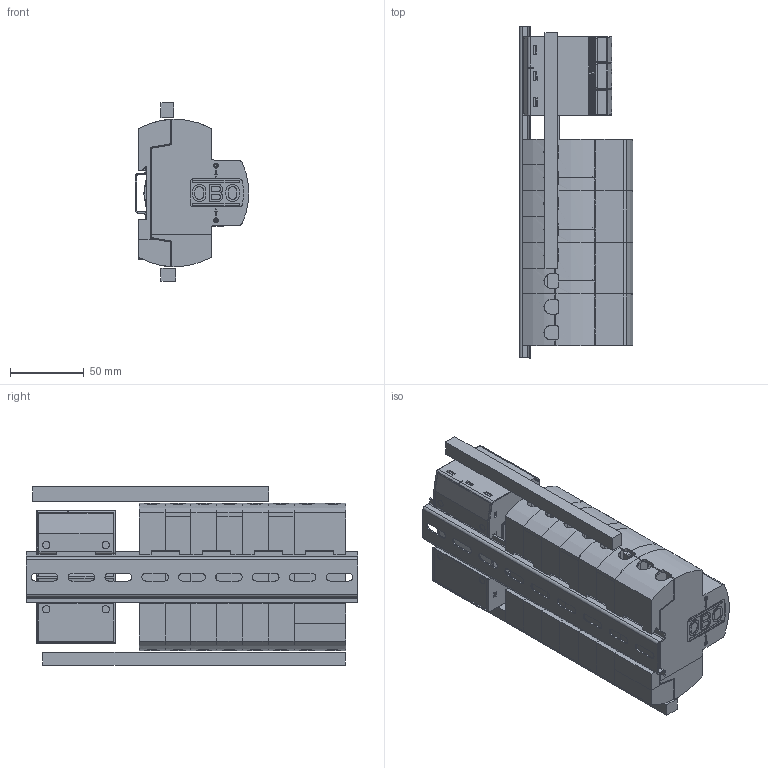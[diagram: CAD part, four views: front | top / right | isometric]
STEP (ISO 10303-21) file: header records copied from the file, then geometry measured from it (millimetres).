
FILE_DESCRIPTION((''),'2;1');
FILE_NAME('5089761_ASM','2012-12-10T',('AndreasKeweloh'),(''),'PRO/ENGINEER BY PARAMETRIC TECHNOLOGY CORPORATION, 2012230','PRO/ENGINEER BY PARAMETRIC TECHNOLOGY CORPORATION, 2012230','');
FILE_SCHEMA(('CONFIG_CONTROL_DESIGN'));
Products named in the file (32): 1115669_L225; GEHUNTLI-2614100_A; GEHUNTLI_1-2542250_A; GEH_UNT-2614430_ASM_A_ASM; GEHOB1-2423460_A; GEHOB1_1-1984230_A; NPE-GEH_ASM_A_ASM; OBERT_VORN_A; OBERTEIL_ASM_A_ASM; GEHUNTLI-5079550_A; GEHUNTLI_1-5024900_A; GEHUNTLI_2-5000670_A; GEHUNTRE-4979720_A; GEHUNT_ASM_A_ASM; GEHDECK_1_A; GEHDECK_1_1_A; GEHDECK_2_A; UNTERTEIL_ASM_A_ASM; B-ABLEITER_ASM_A_ASM; DOCUMENT_A_ASM; ASM0001_ASM; BLOCK_ASM; V20_OT_MOD; GEHAEUSEDECKEL_NEU-3387740_3; GEHAEUSE_NEU-3232010_5; GEHAEUSE-3388070_ASM_3_ASM; OBERTEIL-V20NEU_1_1_ASM_2_ASM; V20_UT_SOCKEL; 5093627_ASM_10_ASM; ANSCHLUSSSET_1; ANSCHLUSSSET_2; 5089761_ASM
Assembly tree (35 placements, depth 8):
  5089761_ASM
    1115669_L225
    BLOCK_ASM
      ASM0001_ASM
        DOCUMENT_A_ASM
          NPE-GEH_ASM_A_ASM
            GEH_UNT-2614430_ASM_A_ASM
              GEHUNTLI-2614100_A
              GEHUNTLI_1-2542250_A
            GEHOB1-2423460_A
            GEHOB1_1-1984230_A
          B-ABLEITER_ASM_A_ASM  x3
            OBERTEIL_ASM_A_ASM
              OBERT_VORN_A
            UNTERTEIL_ASM_A_ASM
              GEHUNT_ASM_A_ASM
                GEHUNTLI-5079550_A
                GEHUNTLI_1-5024900_A
                GEHUNTLI_2-5000670_A
                GEHUNTRE-4979720_A
              GEHDECK_1_A
              GEHDECK_1_1_A
              GEHDECK_2_A
    5093627_ASM_10_ASM
      V20_OT_MOD
      OBERTEIL-V20NEU_1_1_ASM_2_ASM  x3
        GEHAEUSE-3388070_ASM_3_ASM
          GEHAEUSEDECKEL_NEU-3387740_3
          GEHAEUSE_NEU-3232010_5
      V20_UT_SOCKEL
    ANSCHLUSSSET_1
    ANSCHLUSSSET_2
Bounding box: 76.72 x 225 x 121 mm (x, y, z)
Volume: 550445.7 mm3; surface area: 349275.1 mm2
Topology: 35 solids, 39 shells, 5669 faces, 15853 edges, 10337 vertices
Faces by surface type: plane 3377, cylinder 1591, bspline 240, cone 199, sphere 142, torus 80, extrusion 21, revolution 19
Entity records: 138114 total; most frequent: CARTESIAN_POINT 48633, ORIENTED_EDGE 19468, DIRECTION 17263, EDGE_CURVE 9737, VECTOR 6752, LINE 6743, VERTEX_POINT 6389, AXIS2_PLACEMENT_3D 5252
